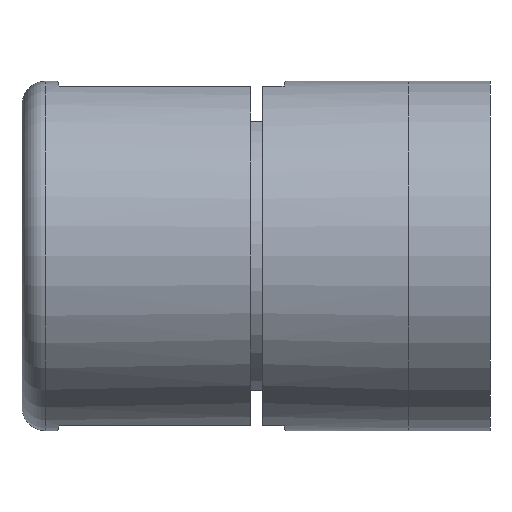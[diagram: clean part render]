
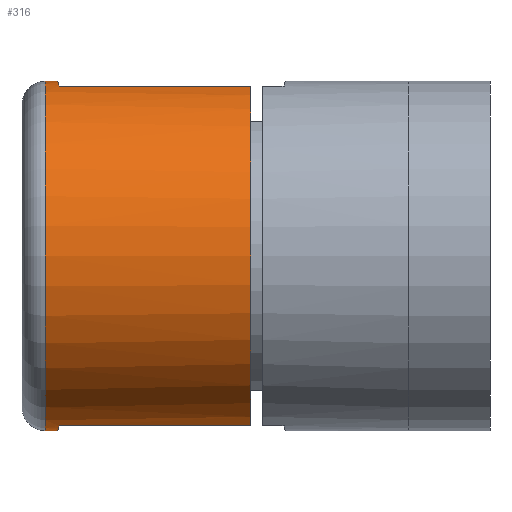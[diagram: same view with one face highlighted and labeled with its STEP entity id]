
A CAD part, left-side view. The second image highlights one B-rep face of the part: STEP entity #316.
In plain terms, the highlighted cylindrical face has radius 15 mm (diameter 30 mm), a full revolution.
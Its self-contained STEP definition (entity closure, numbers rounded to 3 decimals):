
#216 = EDGE_CURVE ( 'NONE', #4805, #13701, #5656, .T. ) ;
#263 = CARTESIAN_POINT ( 'NONE',  ( 0., 21.15, 0. ) ) ;
#300 = ORIENTED_EDGE ( 'NONE', *, *, #410, .F. ) ;
#316 = ADVANCED_FACE ( 'NONE', ( #5953, #4717 ), #1069, .T. ) ;
#329 = EDGE_CURVE ( 'NONE', #3032, #11408, #4517, .T. ) ;
#410 = EDGE_CURVE ( 'NONE', #2822, #11408, #8566, .T. ) ;
#850 = DIRECTION ( 'NONE',  ( 0., 1., 0. ) ) ;
#1069 = CYLINDRICAL_SURFACE ( 'NONE', #2217, 15. ) ;
#1074 = CARTESIAN_POINT ( 'NONE',  ( 0., 21.15, 0. ) ) ;
#1096 = ORIENTED_EDGE ( 'NONE', *, *, #11726, .T. ) ;
#1120 = ORIENTED_EDGE ( 'NONE', *, *, #14028, .T. ) ;
#1211 = DIRECTION ( 'NONE',  ( 0., -1., 0. ) ) ;
#1540 = ORIENTED_EDGE ( 'NONE', *, *, #3161, .T. ) ;
#1723 = CARTESIAN_POINT ( 'NONE',  ( -3.5, 21.15, 14.586 ) ) ;
#1956 = CARTESIAN_POINT ( 'NONE',  ( -1.18, 4.562, 15. ) ) ;
#1975 = ORIENTED_EDGE ( 'NONE', *, *, #2434, .F. ) ;
#2119 = AXIS2_PLACEMENT_3D ( 'NONE', #6346, #6528, #15515 ) ;
#2217 = AXIS2_PLACEMENT_3D ( 'NONE', #263, #2906, #4088 ) ;
#2434 = EDGE_CURVE ( 'NONE', #2895, #10070, #15287, .T. ) ;
#2635 = ORIENTED_EDGE ( 'NONE', *, *, #10761, .T. ) ;
#2822 = VERTEX_POINT ( 'NONE', #12384 ) ;
#2895 = VERTEX_POINT ( 'NONE', #11591 ) ;
#2906 = DIRECTION ( 'NONE',  ( 0., -1., 0. ) ) ;
#3032 = VERTEX_POINT ( 'NONE', #10864 ) ;
#3161 = EDGE_CURVE ( 'NONE', #2822, #5622, #8421, .T. ) ;
#3225 = CIRCLE ( 'NONE', #10066, 15. ) ;
#3562 = ORIENTED_EDGE ( 'NONE', *, *, #329, .T. ) ;
#3634 = EDGE_LOOP ( 'NONE', ( #13087, #3562, #300, #1540, #2635, #15414, #1096, #1975, #1120, #4333 ) ) ;
#4000 = CARTESIAN_POINT ( 'NONE',  ( 1.18, 4.562, -15. ) ) ;
#4015 = LINE ( 'NONE', #9756, #9269 ) ;
#4042 = CARTESIAN_POINT ( 'NONE',  ( 3.5, 21.15, -14.586 ) ) ;
#4088 = DIRECTION ( 'NONE',  ( 0., 0., -1. ) ) ;
#4104 = CARTESIAN_POINT ( 'NONE',  ( 2.352, 4.623, -14.861 ) ) ;
#4147 = DIRECTION ( 'NONE',  ( 0., 0., -1. ) ) ;
#4178 = CARTESIAN_POINT ( 'NONE',  ( 1.18, 4.562, 15. ) ) ;
#4333 = ORIENTED_EDGE ( 'NONE', *, *, #12793, .T. ) ;
#4517 = LINE ( 'NONE', #4042, #15809 ) ;
#4684 = CARTESIAN_POINT ( 'NONE',  ( -2.352, 4.623, 14.861 ) ) ;
#4717 = FACE_OUTER_BOUND ( 'NONE', #3634, .T. ) ;
#4805 = VERTEX_POINT ( 'NONE', #11741 ) ;
#5296 = VERTEX_POINT ( 'NONE', #6538 ) ;
#5378 = AXIS2_PLACEMENT_3D ( 'NONE', #1074, #15354, #15240 ) ;
#5499 = CARTESIAN_POINT ( 'NONE',  ( 3.5, 4.683, 14.586 ) ) ;
#5539 = CARTESIAN_POINT ( 'NONE',  ( -1.18, 4.562, -15. ) ) ;
#5622 = VERTEX_POINT ( 'NONE', #7268 ) ;
#5656 =( BOUNDED_CURVE ( )  B_SPLINE_CURVE ( 3, ( #14768, #1956, #4684, #5939 ),
 .UNSPECIFIED., .F., .F. ) 
 B_SPLINE_CURVE_WITH_KNOTS ( ( 4, 4 ),
 ( 1.571, 1.806 ),
 .UNSPECIFIED. ) 
 CURVE ( )  GEOMETRIC_REPRESENTATION_ITEM ( )  RATIONAL_B_SPLINE_CURVE ( ( 1., 0.995, 0.995, 1. ) ) 
 REPRESENTATION_ITEM ( '' )  );
#5819 = LINE ( 'NONE', #7522, #10038 ) ;
#5939 = CARTESIAN_POINT ( 'NONE',  ( -3.5, 4.683, 14.586 ) ) ;
#5953 = FACE_OUTER_BOUND ( 'NONE', #10592, .T. ) ;
#6346 = CARTESIAN_POINT ( 'NONE',  ( 0., 21.15, 0. ) ) ;
#6528 = DIRECTION ( 'NONE',  ( 0., 1., 0. ) ) ;
#6538 = CARTESIAN_POINT ( 'NONE',  ( 0., 3.5, -15. ) ) ;
#6610 = DIRECTION ( 'NONE',  ( 0., 1., 0. ) ) ;
#7016 = VECTOR ( 'NONE', #1211, 1000. ) ;
#7268 = CARTESIAN_POINT ( 'NONE',  ( 3.5, 4.683, 14.586 ) ) ;
#7522 = CARTESIAN_POINT ( 'NONE',  ( -3.5, 21.15, 14.586 ) ) ;
#7918 =( BOUNDED_CURVE ( )  B_SPLINE_CURVE ( 3, ( #16269, #15789, #5539, #13123 ),
 .UNSPECIFIED., .F., .F. ) 
 B_SPLINE_CURVE_WITH_KNOTS ( ( 4, 4 ),
 ( 4.477, 4.712 ),
 .UNSPECIFIED. ) 
 CURVE ( )  GEOMETRIC_REPRESENTATION_ITEM ( )  RATIONAL_B_SPLINE_CURVE ( ( 1., 0.995, 0.995, 1. ) ) 
 REPRESENTATION_ITEM ( '' )  );
#8134 = CARTESIAN_POINT ( 'NONE',  ( 0., 3.5, 0. ) ) ;
#8421 = LINE ( 'NONE', #8958, #7016 ) ;
#8566 = CIRCLE ( 'NONE', #5378, 15. ) ;
#8786 = CARTESIAN_POINT ( 'NONE',  ( -3.5, 4.683, -14.586 ) ) ;
#8958 = CARTESIAN_POINT ( 'NONE',  ( 3.5, 21.15, 14.586 ) ) ;
#9269 = VECTOR ( 'NONE', #9818, 1000. ) ;
#9350 = EDGE_CURVE ( 'NONE', #5296, #5296, #3225, .T. ) ;
#9756 = CARTESIAN_POINT ( 'NONE',  ( -3.5, 21.15, -14.586 ) ) ;
#9818 = DIRECTION ( 'NONE',  ( 0., -1., 0. ) ) ;
#10038 = VECTOR ( 'NONE', #850, 1000. ) ;
#10066 = AXIS2_PLACEMENT_3D ( 'NONE', #8134, #10526, #4147 ) ;
#10070 = VERTEX_POINT ( 'NONE', #1723 ) ;
#10154 = VERTEX_POINT ( 'NONE', #11406 ) ;
#10218 = ORIENTED_EDGE ( 'NONE', *, *, #9350, .T. ) ;
#10526 = DIRECTION ( 'NONE',  ( 0., 1., 0. ) ) ;
#10546 = CARTESIAN_POINT ( 'NONE',  ( 2.352, 4.623, 14.861 ) ) ;
#10592 = EDGE_LOOP ( 'NONE', ( #10218 ) ) ;
#10761 = EDGE_CURVE ( 'NONE', #5622, #4805, #15858, .T. ) ;
#10864 = CARTESIAN_POINT ( 'NONE',  ( 3.5, 4.683, -14.586 ) ) ;
#11406 = CARTESIAN_POINT ( 'NONE',  ( 0., 4.5, -15. ) ) ;
#11408 = VERTEX_POINT ( 'NONE', #14727 ) ;
#11591 = CARTESIAN_POINT ( 'NONE',  ( -3.5, 21.15, -14.586 ) ) ;
#11726 = EDGE_CURVE ( 'NONE', #13701, #10070, #5819, .T. ) ;
#11741 = CARTESIAN_POINT ( 'NONE',  ( 0., 4.5, 15. ) ) ;
#12220 = VERTEX_POINT ( 'NONE', #8786 ) ;
#12384 = CARTESIAN_POINT ( 'NONE',  ( 3.5, 21.15, 14.586 ) ) ;
#12793 = EDGE_CURVE ( 'NONE', #12220, #10154, #7918, .T. ) ;
#12881 = CARTESIAN_POINT ( 'NONE',  ( 0., 4.5, -15. ) ) ;
#13081 = CARTESIAN_POINT ( 'NONE',  ( 0., 4.5, 15. ) ) ;
#13087 = ORIENTED_EDGE ( 'NONE', *, *, #13453, .T. ) ;
#13123 = CARTESIAN_POINT ( 'NONE',  ( 0., 4.5, -15. ) ) ;
#13453 = EDGE_CURVE ( 'NONE', #10154, #3032, #14205, .T. ) ;
#13701 = VERTEX_POINT ( 'NONE', #15670 ) ;
#14028 = EDGE_CURVE ( 'NONE', #2895, #12220, #4015, .T. ) ;
#14205 =( BOUNDED_CURVE ( )  B_SPLINE_CURVE ( 3, ( #12881, #4000, #4104, #14252 ),
 .UNSPECIFIED., .F., .F. ) 
 B_SPLINE_CURVE_WITH_KNOTS ( ( 4, 4 ),
 ( 1.571, 1.806 ),
 .UNSPECIFIED. ) 
 CURVE ( )  GEOMETRIC_REPRESENTATION_ITEM ( )  RATIONAL_B_SPLINE_CURVE ( ( 1., 0.995, 0.995, 1. ) ) 
 REPRESENTATION_ITEM ( '' )  );
#14252 = CARTESIAN_POINT ( 'NONE',  ( 3.5, 4.683, -14.586 ) ) ;
#14727 = CARTESIAN_POINT ( 'NONE',  ( 3.5, 21.15, -14.586 ) ) ;
#14768 = CARTESIAN_POINT ( 'NONE',  ( 0., 4.5, 15. ) ) ;
#15240 = DIRECTION ( 'NONE',  ( 0., 0., 1. ) ) ;
#15287 = CIRCLE ( 'NONE', #2119, 15. ) ;
#15354 = DIRECTION ( 'NONE',  ( 0., 1., 0. ) ) ;
#15414 = ORIENTED_EDGE ( 'NONE', *, *, #216, .T. ) ;
#15515 = DIRECTION ( 'NONE',  ( 0., 0., 1. ) ) ;
#15670 = CARTESIAN_POINT ( 'NONE',  ( -3.5, 4.683, 14.586 ) ) ;
#15789 = CARTESIAN_POINT ( 'NONE',  ( -2.352, 4.623, -14.861 ) ) ;
#15809 = VECTOR ( 'NONE', #6610, 1000. ) ;
#15858 =( BOUNDED_CURVE ( )  B_SPLINE_CURVE ( 3, ( #5499, #10546, #4178, #13081 ),
 .UNSPECIFIED., .F., .F. ) 
 B_SPLINE_CURVE_WITH_KNOTS ( ( 4, 4 ),
 ( 4.477, 4.712 ),
 .UNSPECIFIED. ) 
 CURVE ( )  GEOMETRIC_REPRESENTATION_ITEM ( )  RATIONAL_B_SPLINE_CURVE ( ( 1., 0.995, 0.995, 1. ) ) 
 REPRESENTATION_ITEM ( '' )  );
#16269 = CARTESIAN_POINT ( 'NONE',  ( -3.5, 4.683, -14.586 ) ) ;
